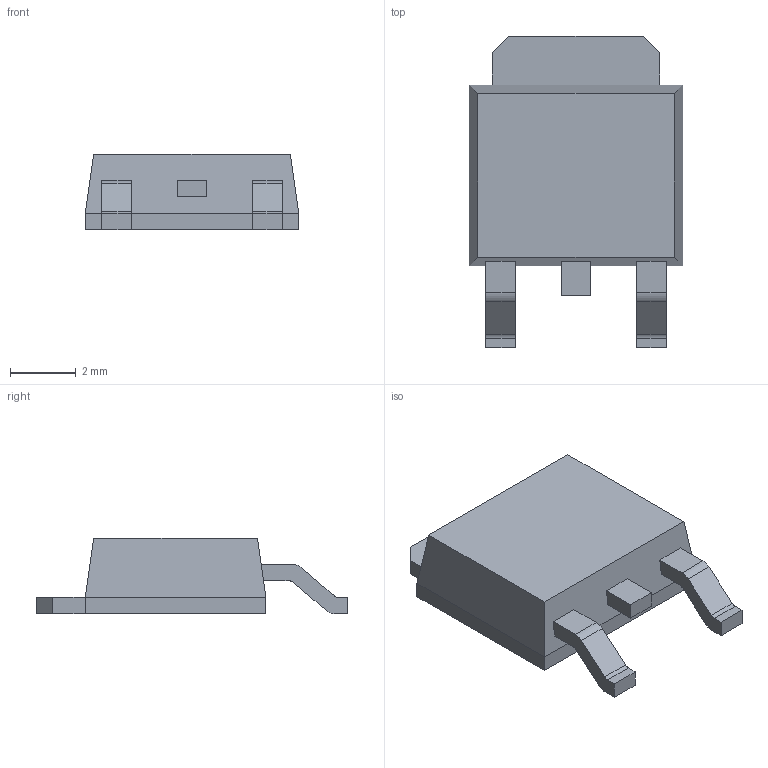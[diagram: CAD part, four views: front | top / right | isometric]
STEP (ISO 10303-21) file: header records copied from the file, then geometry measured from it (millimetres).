
FILE_DESCRIPTION(/* description */ ('Alibre Inc.'),/* implementation_level */ '2;1');
FILE_NAME(/* name */ 'export0',/* time_stamp */ '2012-11-10T22:34:28+02:00',/* author */ (''),/* organization */ (''),/* preprocessor_version */ 'ST-DEVELOPER v14',/* originating_system */ 'Alibre',/* authorisation */ '');
FILE_SCHEMA (('AUTOMOTIVE_DESIGN'));
Length unit declared in the file: centimetre
Bounding box: 6.5 x 9.5 x 2.3 mm (x, y, z)
Volume: 83.7 mm3; surface area: 154.9 mm2
Topology: 1 solids, 1 shells, 48 faces, 123 edges, 80 vertices
Faces by surface type: plane 40, cylinder 8
Entity records: 1464 total; most frequent: CARTESIAN_POINT 249, ORIENTED_EDGE 246, DIRECTION 193, EDGE_CURVE 123, VECTOR 106, LINE 106, VERTEX_POINT 80, AXIS2_PLACEMENT_3D 63
